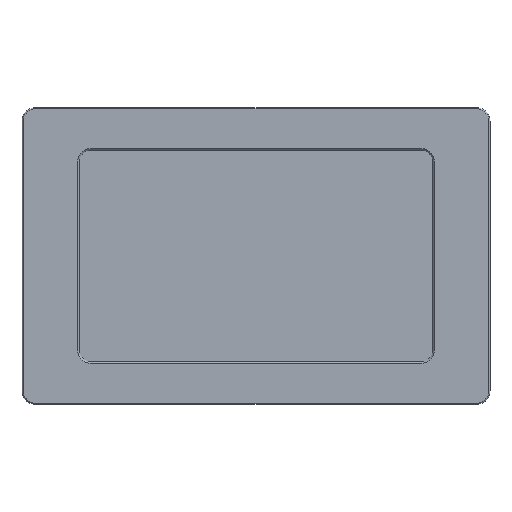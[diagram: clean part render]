
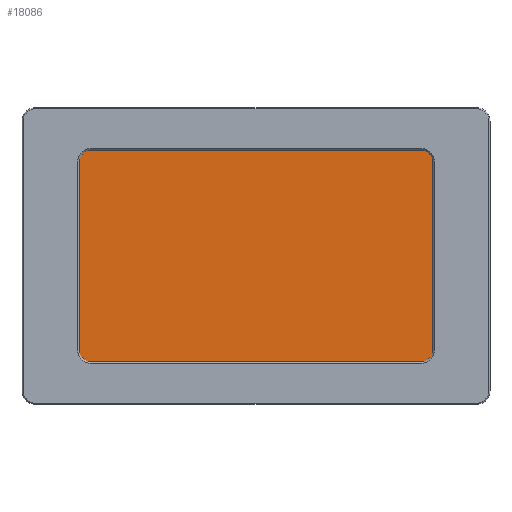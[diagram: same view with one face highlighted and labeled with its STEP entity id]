
A CAD part, top view. The second image highlights one B-rep face of the part: STEP entity #18086.
In plain terms, the highlighted planar face has unit normal (0, 0, 1).
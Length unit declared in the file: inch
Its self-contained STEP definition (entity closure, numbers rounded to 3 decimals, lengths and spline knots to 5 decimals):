
#708=PLANE('',#19319);
#1801=FACE_OUTER_BOUND('',#2841,.T.);
#2841=EDGE_LOOP('',(#15500,#15501,#15502,#15503,#15504,#15505,#15506,#15507));
#3255=CIRCLE('',#19187,0.335);
#3256=CIRCLE('',#19190,0.335);
#3291=CIRCLE('',#19308,0.335);
#3293=CIRCLE('',#19313,0.335);
#5100=LINE('',#30638,#6890);
#5104=LINE('',#30647,#6894);
#5187=LINE('',#30986,#6977);
#5198=LINE('',#31017,#6988);
#6890=VECTOR('',#22858,0.3937);
#6894=VECTOR('',#22868,0.3937);
#6977=VECTOR('',#23181,0.3937);
#6988=VECTOR('',#23218,0.3937);
#8507=VERTEX_POINT('',#30636);
#8508=VERTEX_POINT('',#30637);
#8509=VERTEX_POINT('',#30642);
#8510=VERTEX_POINT('',#30646);
#8511=VERTEX_POINT('',#30650);
#8591=VERTEX_POINT('',#30985);
#8594=VERTEX_POINT('',#30997);
#8597=VERTEX_POINT('',#31009);
#10788=EDGE_CURVE('',#8507,#8508,#5100,.T.);
#10791=EDGE_CURVE('',#8509,#8507,#3255,.T.);
#10793=EDGE_CURVE('',#8510,#8509,#5104,.T.);
#10795=EDGE_CURVE('',#8511,#8510,#3256,.T.);
#10930=EDGE_CURVE('',#8591,#8511,#5187,.T.);
#10936=EDGE_CURVE('',#8594,#8591,#3291,.T.);
#10942=EDGE_CURVE('',#8508,#8597,#3293,.T.);
#10946=EDGE_CURVE('',#8597,#8594,#5198,.T.);
#15500=ORIENTED_EDGE('',*,*,#10795,.F.);
#15501=ORIENTED_EDGE('',*,*,#10930,.F.);
#15502=ORIENTED_EDGE('',*,*,#10936,.F.);
#15503=ORIENTED_EDGE('',*,*,#10946,.F.);
#15504=ORIENTED_EDGE('',*,*,#10942,.F.);
#15505=ORIENTED_EDGE('',*,*,#10788,.F.);
#15506=ORIENTED_EDGE('',*,*,#10791,.F.);
#15507=ORIENTED_EDGE('',*,*,#10793,.F.);
#18086=ADVANCED_FACE('',(#1801),#708,.T.);
#19187=AXIS2_PLACEMENT_3D('',#30643,#22863,#22864);
#19190=AXIS2_PLACEMENT_3D('',#30651,#22872,#22873);
#19308=AXIS2_PLACEMENT_3D('',#30998,#23194,#23195);
#19313=AXIS2_PLACEMENT_3D('',#31010,#23208,#23209);
#19319=AXIS2_PLACEMENT_3D('',#31021,#23224,#23225);
#22858=DIRECTION('',(0.,1.,0.));
#22863=DIRECTION('center_axis',(0.,0.,
-1.));
#22864=DIRECTION('ref_axis',(1.,0.,0.));
#22868=DIRECTION('',(-1.,0.,0.));
#22872=DIRECTION('center_axis',(0.,0.,
-1.));
#22873=DIRECTION('ref_axis',(0.,1.,0.));
#23181=DIRECTION('',(0.,-1.,0.));
#23194=DIRECTION('center_axis',(0.,0.,
-1.));
#23195=DIRECTION('ref_axis',(-1.,0.,0.));
#23208=DIRECTION('center_axis',(0.,0.,
-1.));
#23209=DIRECTION('ref_axis',(0.,-1.,0.));
#23218=DIRECTION('',(1.,0.,0.));
#23224=DIRECTION('center_axis',(0.,0.,
1.));
#23225=DIRECTION('ref_axis',(1.,0.,0.));
#30636=CARTESIAN_POINT('',(1.565,1.5,0.755));
#30637=CARTESIAN_POINT('',(1.565,6.628,0.755));
#30638=CARTESIAN_POINT('',(1.565,2.782,0.755));
#30642=CARTESIAN_POINT('',(1.9,1.165,0.755));
#30643=CARTESIAN_POINT('Origin',(1.9,1.5,0.755));
#30646=CARTESIAN_POINT('',(10.915,1.165,0.755));
#30647=CARTESIAN_POINT('',(8.66125,1.165,0.755));
#30650=CARTESIAN_POINT('',(11.25,1.5,0.755));
#30651=CARTESIAN_POINT('Origin',(10.915,1.5,0.755));
#30985=CARTESIAN_POINT('',(11.25,6.628,0.755));
#30986=CARTESIAN_POINT('',(11.25,5.346,0.755));
#30997=CARTESIAN_POINT('',(10.915,6.963,0.755));
#30998=CARTESIAN_POINT('Origin',(10.915,6.628,0.755));
#31009=CARTESIAN_POINT('',(1.9,6.963,0.755));
#31010=CARTESIAN_POINT('Origin',(1.9,6.628,0.755));
#31017=CARTESIAN_POINT('',(4.15375,6.963,0.755));
#31021=CARTESIAN_POINT('Origin',(6.4075,4.064,0.755));
